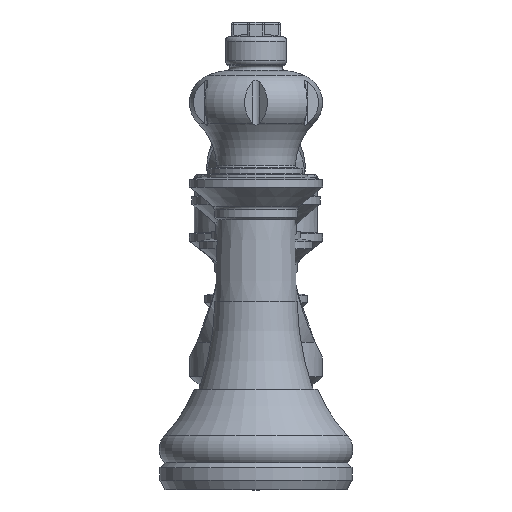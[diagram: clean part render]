
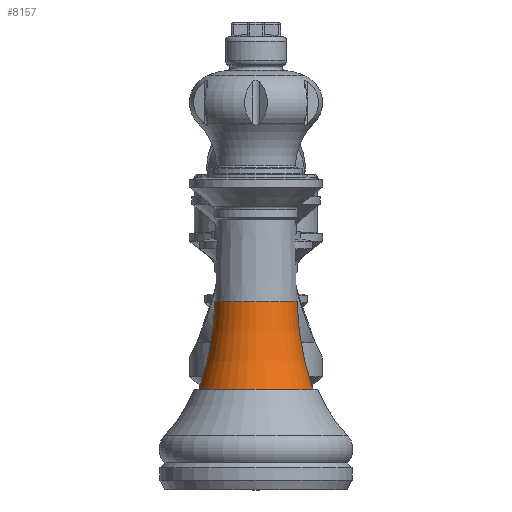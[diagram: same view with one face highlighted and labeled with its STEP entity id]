
A CAD part, left-side view. The second image highlights one B-rep face of the part: STEP entity #8157.
In plain terms, the highlighted toroidal (fillet/blend) face has major radius 51.239 mm and minor radius 45 mm.
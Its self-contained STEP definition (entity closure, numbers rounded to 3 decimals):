
#96=TOROIDAL_SURFACE('',#8825,51.239,45.);
#555=FACE_OUTER_BOUND('',#1076,.T.);
#1076=EDGE_LOOP('',(#5767,#5768,#5769,#5770));
#1574=CIRCLE('',#8824,6.255);
#1575=CIRCLE('',#8826,45.);
#1576=CIRCLE('',#8827,8.625);
#3287=VERTEX_POINT('',#14279);
#3288=VERTEX_POINT('',#14283);
#4205=EDGE_CURVE('',#3287,#3287,#1574,.T.);
#4207=EDGE_CURVE('',#3287,#3288,#1575,.T.);
#4208=EDGE_CURVE('',#3288,#3288,#1576,.T.);
#5767=ORIENTED_EDGE('',*,*,#4205,.T.);
#5768=ORIENTED_EDGE('',*,*,#4207,.T.);
#5769=ORIENTED_EDGE('',*,*,#4208,.F.);
#5770=ORIENTED_EDGE('',*,*,#4207,.F.);
#8157=ADVANCED_FACE('',(#555),#96,.F.);
#8824=AXIS2_PLACEMENT_3D('',#14280,#9980,#9981);
#8825=AXIS2_PLACEMENT_3D('',#14282,#9983,#9984);
#8826=AXIS2_PLACEMENT_3D('',#14284,#9985,#9986);
#8827=AXIS2_PLACEMENT_3D('',#14285,#9987,#9988);
#9980=DIRECTION('center_axis',(0.,0.,-1.));
#9981=DIRECTION('ref_axis',(1.,0.,0.));
#9983=DIRECTION('center_axis',(0.,0.,-1.));
#9984=DIRECTION('ref_axis',(-1.,0.,0.));
#9985=DIRECTION('center_axis',(0.,-1.,0.));
#9986=DIRECTION('ref_axis',(1.,0.,0.));
#9987=DIRECTION('center_axis',(0.,0.,-1.));
#9988=DIRECTION('ref_axis',(1.,0.,0.));
#14279=CARTESIAN_POINT('',(6.255,0.,28.655));
#14280=CARTESIAN_POINT('Origin',(0.,0.,28.655));
#14282=CARTESIAN_POINT('Origin',(0.,0.,29.833));
#14283=CARTESIAN_POINT('',(8.625,0.,15.375));
#14284=CARTESIAN_POINT('Origin',(51.239,0.,
29.833));
#14285=CARTESIAN_POINT('Origin',(0.,0.,15.375));
